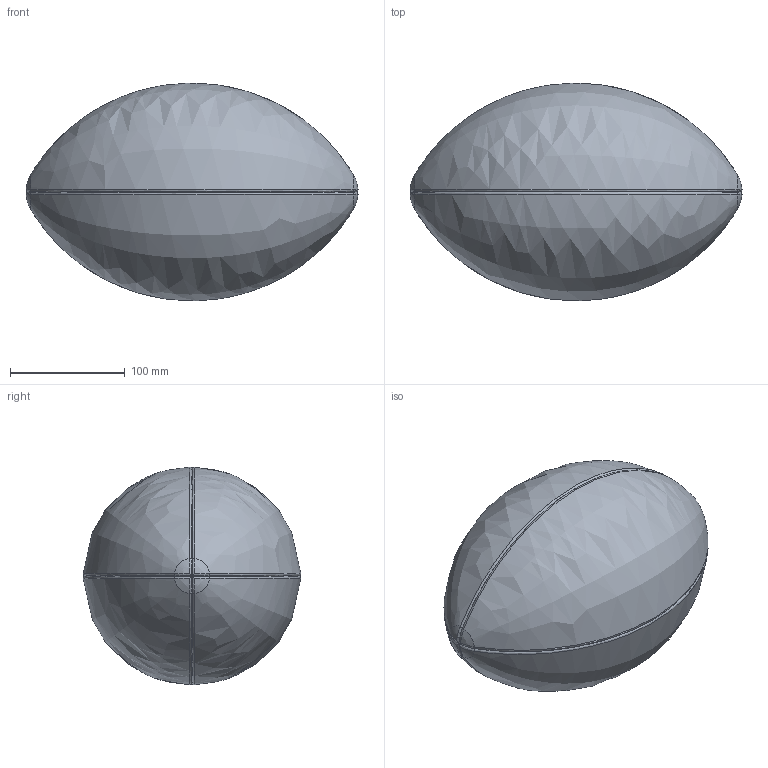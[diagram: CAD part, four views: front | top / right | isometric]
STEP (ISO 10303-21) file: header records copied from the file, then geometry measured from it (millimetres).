
FILE_DESCRIPTION((''),'2;1');
FILE_NAME('RUGBY_BALL','2015-09-18T',('david_cr'),('HWM-Water Ltd.'),'PRO/ENGINEER BY PARAMETRIC TECHNOLOGY CORPORATION, 2013050','PRO/ENGINEER BY PARAMETRIC TECHNOLOGY CORPORATION, 2013050','');
FILE_SCHEMA(('CONFIG_CONTROL_DESIGN'));
Length unit declared in the file: millimetre
Products named in the file (1): RUGBY_BALL
Bounding box: 289.68 x 189.84 x 189.84 mm (x, y, z)
Volume: 4991960.6 mm3; surface area: 145715.9 mm2
Topology: 1 solids, 1 shells, 76 faces, 164 edges, 90 vertices
Faces by surface type: bspline 28, cone 24, torus 16, sphere 8
Entity records: 5019 total; most frequent: CARTESIAN_POINT 3510, ORIENTED_EDGE 328, DIRECTION 280, EDGE_CURVE 164, AXIS2_PLACEMENT_3D 132, VERTEX_POINT 90, CIRCLE 84, EDGE_LOOP 76
